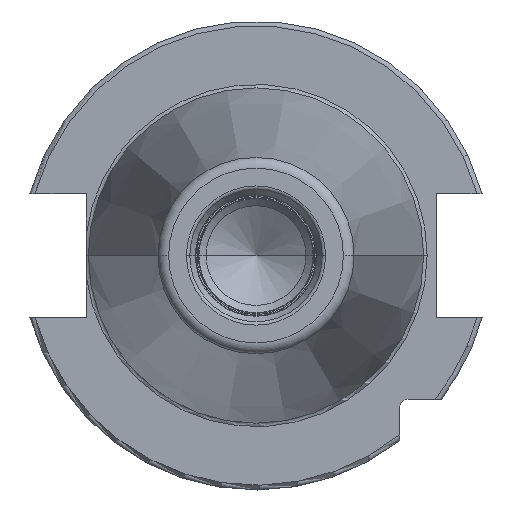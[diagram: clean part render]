
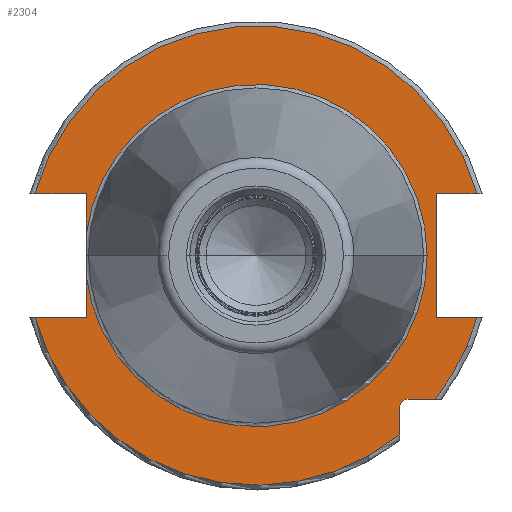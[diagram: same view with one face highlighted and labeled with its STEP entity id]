
A CAD part, left-side view. The second image highlights one B-rep face of the part: STEP entity #2304.
In plain terms, the highlighted planar face has unit normal (-1, 0, 0).
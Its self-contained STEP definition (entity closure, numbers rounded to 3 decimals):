
#117=CARTESIAN_POINT('',(3.2,0.,0.));
#118=DIRECTION('',(-1.,0.,0.));
#119=DIRECTION('',(0.,0.992,-0.124));
#120=AXIS2_PLACEMENT_3D('',#117,#118,#119);
#610=DIRECTION('',(0.,-1.,0.));
#611=VECTOR('',#610,5.654);
#612=CARTESIAN_POINT('',(3.2,-31.6,-29.85));
#613=LINE('',#612,#611);
#614=DIRECTION('',(0.,0.,1.));
#615=VECTOR('',#614,5.654);
#616=CARTESIAN_POINT('',(3.2,-29.85,-37.254));
#617=LINE('',#616,#615);
#618=CARTESIAN_POINT('',(3.2,0.,0.));
#619=DIRECTION('',(-1.,0.,0.));
#620=DIRECTION('',(0.,0.963,-0.27));
#621=AXIS2_PLACEMENT_3D('',#618,#619,#620);
#623=DIRECTION('',(0.,-1.,0.));
#624=VECTOR('',#623,10.661);
#625=CARTESIAN_POINT('',(3.2,45.961,-12.9));
#626=LINE('',#625,#624);
#627=DIRECTION('',(0.,0.,-1.));
#628=VECTOR('',#627,8.485);
#629=CARTESIAN_POINT('',(3.2,35.3,-4.415));
#630=LINE('',#629,#628);
#631=DIRECTION('',(0.,0.,-1.));
#632=VECTOR('',#631,8.485);
#633=CARTESIAN_POINT('',(3.2,35.3,12.9));
#634=LINE('',#633,#632);
#635=DIRECTION('',(0.,-1.,0.));
#636=VECTOR('',#635,10.661);
#637=CARTESIAN_POINT('',(3.2,45.961,12.9));
#638=LINE('',#637,#636);
#639=CARTESIAN_POINT('',(3.2,0.,0.));
#640=DIRECTION('',(1.,0.,0.));
#641=DIRECTION('',(0.,0.963,0.27));
#642=AXIS2_PLACEMENT_3D('',#639,#640,#641);
#644=DIRECTION('',(0.,1.,0.));
#645=VECTOR('',#644,8.461);
#646=CARTESIAN_POINT('',(3.2,-45.961,12.9));
#647=LINE('',#646,#645);
#648=DIRECTION('',(0.,0.,1.));
#649=VECTOR('',#648,25.8);
#650=CARTESIAN_POINT('',(3.2,-37.5,-12.9));
#651=LINE('',#650,#649);
#652=DIRECTION('',(0.,1.,0.));
#653=VECTOR('',#652,8.461);
#654=CARTESIAN_POINT('',(3.2,-45.961,-12.9));
#655=LINE('',#654,#653);
#656=CARTESIAN_POINT('',(3.2,0.,0.));
#657=DIRECTION('',(-1.,0.,0.));
#658=DIRECTION('',(0.,-0.78,-0.625));
#659=AXIS2_PLACEMENT_3D('',#656,#657,#658);
#670=CARTESIAN_POINT('',(3.2,-31.6,-31.6));
#671=DIRECTION('',(1.,0.,0.));
#672=DIRECTION('',(0.,1.,0.));
#673=AXIS2_PLACEMENT_3D('',#670,#671,#672);
#836=CARTESIAN_POINT('',(3.2,-37.254,-29.85));
#1058=CARTESIAN_POINT('',(3.2,0.,0.));
#1059=DIRECTION('',(1.,0.,0.));
#1060=DIRECTION('',(0.,0.992,0.124));
#1061=AXIS2_PLACEMENT_3D('',#1058,#1059,#1060);
#1281=CARTESIAN_POINT('',(3.2,-35.575,0.));
#1283=VERTEX_POINT('',#1281);
#1407=CARTESIAN_POINT('',(3.2,45.961,12.9));
#1408=CARTESIAN_POINT('',(3.2,35.3,12.9));
#1409=VERTEX_POINT('',#1407);
#1410=VERTEX_POINT('',#1408);
#1411=CARTESIAN_POINT('',(3.2,35.3,4.415));
#1412=VERTEX_POINT('',#1411);
#1413=CARTESIAN_POINT('',(3.2,35.3,-4.415));
#1414=CARTESIAN_POINT('',(3.2,35.3,-12.9));
#1415=VERTEX_POINT('',#1413);
#1416=VERTEX_POINT('',#1414);
#1417=CARTESIAN_POINT('',(3.2,45.961,-12.9));
#1418=VERTEX_POINT('',#1417);
#1419=CARTESIAN_POINT('',(3.2,-45.961,-12.9));
#1420=CARTESIAN_POINT('',(3.2,-37.5,-12.9));
#1421=VERTEX_POINT('',#1419);
#1422=VERTEX_POINT('',#1420);
#1423=CARTESIAN_POINT('',(3.2,-37.5,12.9));
#1424=VERTEX_POINT('',#1423);
#1425=CARTESIAN_POINT('',(3.2,-45.961,12.9));
#1426=VERTEX_POINT('',#1425);
#1460=CARTESIAN_POINT('',(3.2,-29.85,-37.254));
#1461=VERTEX_POINT('',#1460);
#1466=CARTESIAN_POINT('',(3.2,-29.85,-31.6));
#1467=CARTESIAN_POINT('',(3.2,-31.6,-29.85));
#1468=VERTEX_POINT('',#1466);
#1469=VERTEX_POINT('',#1467);
#1488=VERTEX_POINT('',#836);
#2275=CARTESIAN_POINT('',(3.2,0.,0.));
#2276=DIRECTION('',(1.,0.,0.));
#2277=DIRECTION('',(0.,-1.,0.));
#2278=AXIS2_PLACEMENT_3D('',#2275,#2276,#2277);
#2279=PLANE('',#2278);
#2281=ORIENTED_EDGE('',*,*,#2280,.F.);
#2283=ORIENTED_EDGE('',*,*,#2282,.F.);
#2285=ORIENTED_EDGE('',*,*,#2284,.F.);
#2287=ORIENTED_EDGE('',*,*,#2286,.F.);
#2288=ORIENTED_EDGE('',*,*,#1710,.T.);
#2289=ORIENTED_EDGE('',*,*,#1695,.F.);
#2290=ORIENTED_EDGE('',*,*,#1672,.T.);
#2292=ORIENTED_EDGE('',*,*,#2291,.F.);
#2293=ORIENTED_EDGE('',*,*,#1690,.F.);
#2294=ORIENTED_EDGE('',*,*,#2031,.F.);
#2295=ORIENTED_EDGE('',*,*,#2270,.T.);
#2296=ORIENTED_EDGE('',*,*,#2072,.T.);
#2297=ORIENTED_EDGE('',*,*,#1811,.F.);
#2299=ORIENTED_EDGE('',*,*,#2298,.F.);
#2301=ORIENTED_EDGE('',*,*,#2300,.F.);
#2302=EDGE_LOOP('',(#2281,#2283,#2285,#2287,#2288,#2289,#2290,#2292,#2293,#2294,
#2295,#2296,#2297,#2299,#2301));
#2303=FACE_OUTER_BOUND('',#2302,.F.);
#2304=ADVANCED_FACE('',(#2303),#2279,.F.);
#121=CIRCLE('',#120,35.575);
#622=CIRCLE('',#621,47.738);
#643=CIRCLE('',#642,47.738);
#660=CIRCLE('',#659,47.738);
#674=CIRCLE('',#673,1.75);
#1062=CIRCLE('',#1061,35.575);
#1672=EDGE_CURVE('',#1415,#1283,#121,.T.);
#1690=EDGE_CURVE('',#1410,#1412,#634,.T.);
#1695=EDGE_CURVE('',#1415,#1416,#630,.T.);
#1710=EDGE_CURVE('',#1418,#1416,#626,.T.);
#1811=EDGE_CURVE('',#1422,#1424,#651,.T.);
#2031=EDGE_CURVE('',#1409,#1410,#638,.T.);
#2072=EDGE_CURVE('',#1426,#1424,#647,.T.);
#2270=EDGE_CURVE('',#1409,#1426,#643,.T.);
#2280=EDGE_CURVE('',#1469,#1488,#613,.T.);
#2282=EDGE_CURVE('',#1468,#1469,#674,.T.);
#2284=EDGE_CURVE('',#1461,#1468,#617,.T.);
#2286=EDGE_CURVE('',#1418,#1461,#622,.T.);
#2291=EDGE_CURVE('',#1412,#1283,#1062,.T.);
#2298=EDGE_CURVE('',#1421,#1422,#655,.T.);
#2300=EDGE_CURVE('',#1488,#1421,#660,.T.);
